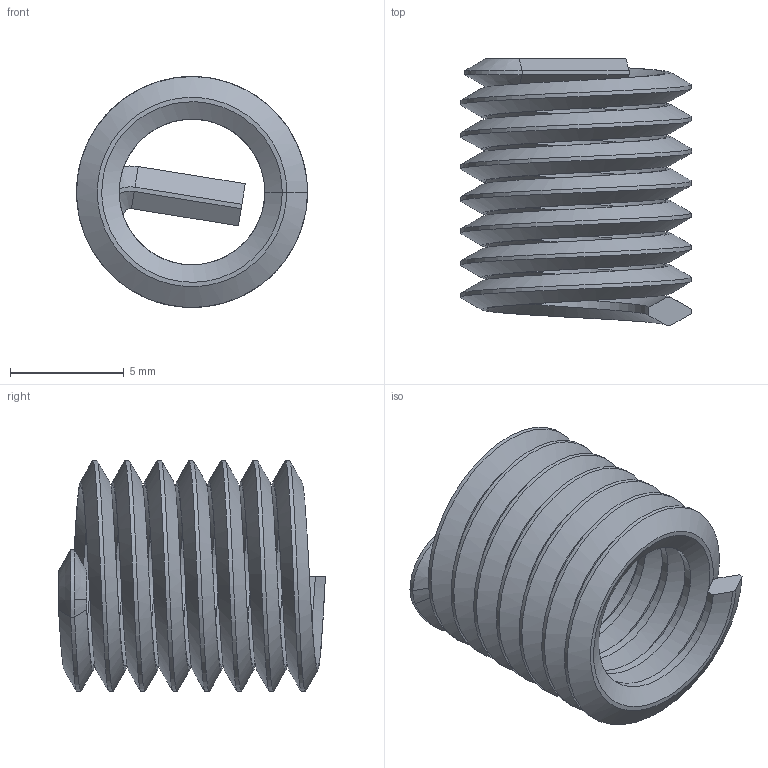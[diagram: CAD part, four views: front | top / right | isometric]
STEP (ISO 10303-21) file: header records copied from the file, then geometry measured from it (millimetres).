
FILE_DESCRIPTION (( 'STEP AP203' ), '1' );
FILE_NAME ('91732A213_5-16 Helicoil_91732A213_sldprt.STEP', '2023-01-20T01:34:52', ( '' ), ( '' ), 'SwSTEP 2.0', 'SolidWorks 2022', '' );
FILE_SCHEMA (( 'CONFIG_CONTROL_DESIGN' ));
Length unit declared in the file: inch
Products named in the file (1): 91732A213_5-16 Helicoil_91732A213_sldprt
Bounding box: 10.16 x 11.74 x 10.16 mm (x, y, z)
Volume: 296.9 mm3; surface area: 965.1 mm2
Topology: 2 solids, 2 shells, 28 faces, 68 edges, 44 vertices
Faces by surface type: plane 12, bspline 8, cone 6, cylinder 2
Entity records: 3726 total; most frequent: CARTESIAN_POINT 3056, ORIENTED_EDGE 136, DIRECTION 103, EDGE_CURVE 68, VERTEX_POINT 44, VECTOR 37, LINE 37, AXIS2_PLACEMENT_3D 33
